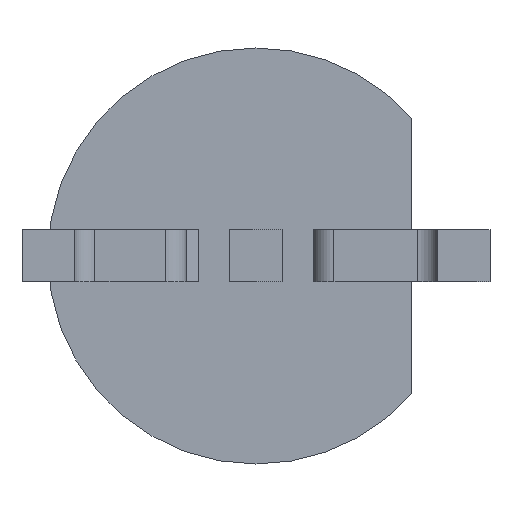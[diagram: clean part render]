
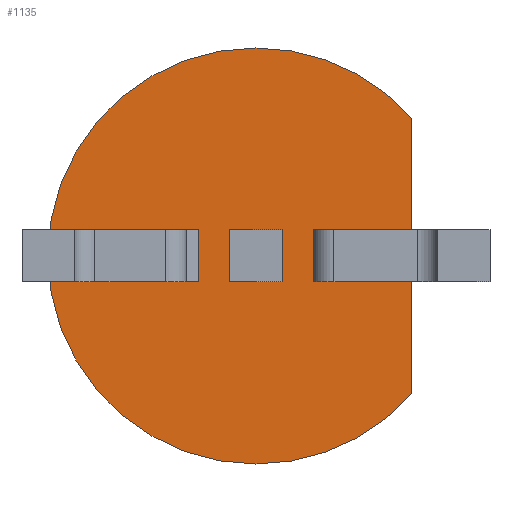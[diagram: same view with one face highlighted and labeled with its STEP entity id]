
A CAD part, front view. The second image highlights one B-rep face of the part: STEP entity #1135.
In plain terms, the highlighted planar face has unit normal (0, -1, 0).
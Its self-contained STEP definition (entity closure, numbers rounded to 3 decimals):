
#3 = ORIENTED_EDGE ( 'NONE', *, *, #759, .F. ) ;
#77 = CARTESIAN_POINT ( 'NONE',  ( -0.55, 3.43, 0.25 ) ) ;
#81 = DIRECTION ( 'NONE',  ( 0., 0., 1. ) ) ;
#94 = AXIS2_PLACEMENT_3D ( 'NONE', #1463, #327, #1345 ) ;
#95 = EDGE_CURVE ( 'NONE', #895, #1596, #1711, .T. ) ;
#113 = VECTOR ( 'NONE', #1342, 1000. ) ;
#118 = AXIS2_PLACEMENT_3D ( 'NONE', #1564, #1696, #729 ) ;
#124 = DIRECTION ( 'NONE',  ( 0., 0., -1. ) ) ;
#141 = CARTESIAN_POINT ( 'NONE',  ( -0.25, 3.43, -0.25 ) ) ;
#143 = CARTESIAN_POINT ( 'NONE',  ( 1.5, 3.43, -1.323 ) ) ;
#156 = ORIENTED_EDGE ( 'NONE', *, *, #374, .F. ) ;
#170 = LINE ( 'NONE', #1525, #1643 ) ;
#176 = VERTEX_POINT ( 'NONE', #868 ) ;
#177 = EDGE_CURVE ( 'NONE', #176, #1101, #803, .T. ) ;
#185 = EDGE_CURVE ( 'NONE', #1439, #1045, #760, .T. ) ;
#212 = VERTEX_POINT ( 'NONE', #77 ) ;
#230 = EDGE_CURVE ( 'NONE', #601, #1229, #420, .T. ) ;
#233 = DIRECTION ( 'NONE',  ( -1., 0., 0. ) ) ;
#241 = VERTEX_POINT ( 'NONE', #985 ) ;
#247 = VERTEX_POINT ( 'NONE', #1829 ) ;
#249 = CARTESIAN_POINT ( 'NONE',  ( -0.25, 3.43, -0.25 ) ) ;
#273 = CARTESIAN_POINT ( 'NONE',  ( 0.25, 3.43, -3.216 ) ) ;
#280 = ORIENTED_EDGE ( 'NONE', *, *, #923, .F. ) ;
#288 = PLANE ( 'NONE',  #763 ) ;
#292 = DIRECTION ( 'NONE',  ( -1., 0., 0. ) ) ;
#306 = CARTESIAN_POINT ( 'NONE',  ( 0., 3.43, -2. ) ) ;
#308 = VECTOR ( 'NONE', #81, 1000. ) ;
#323 = CARTESIAN_POINT ( 'NONE',  ( 1.5, 3.43, -1.323 ) ) ;
#327 = DIRECTION ( 'NONE',  ( 0., 1., 0. ) ) ;
#348 = CARTESIAN_POINT ( 'NONE',  ( 0.55, 3.43, -3.216 ) ) ;
#352 = LINE ( 'NONE', #273, #739 ) ;
#355 = DIRECTION ( 'NONE',  ( 0., 0., 1. ) ) ;
#359 = DIRECTION ( 'NONE',  ( -1., 0., 0. ) ) ;
#364 = EDGE_CURVE ( 'NONE', #247, #685, #1109, .T. ) ;
#374 = EDGE_CURVE ( 'NONE', #673, #1025, #352, .T. ) ;
#397 = DIRECTION ( 'NONE',  ( -1., 0., 0. ) ) ;
#420 = CIRCLE ( 'NONE', #1055, 2. ) ;
#432 = CARTESIAN_POINT ( 'NONE',  ( -0.25, 3.43, 0.25 ) ) ;
#448 = LINE ( 'NONE', #1752, #113 ) ;
#449 = DIRECTION ( 'NONE',  ( 0., 0., 1. ) ) ;
#477 = CARTESIAN_POINT ( 'NONE',  ( 0.55, 3.43, 0.25 ) ) ;
#501 = ORIENTED_EDGE ( 'NONE', *, *, #177, .T. ) ;
#506 = CARTESIAN_POINT ( 'NONE',  ( 0.25, 3.43, 0.25 ) ) ;
#519 = CIRCLE ( 'NONE', #118, 2. ) ;
#539 = VECTOR ( 'NONE', #292, 1000. ) ;
#541 = EDGE_CURVE ( 'NONE', #1229, #247, #519, .T. ) ;
#556 = CIRCLE ( 'NONE', #94, 2. ) ;
#562 = EDGE_LOOP ( 'NONE', ( #683, #1615, #856, #1346 ) ) ;
#585 = CARTESIAN_POINT ( 'NONE',  ( -0.25, 3.43, 0.25 ) ) ;
#588 = DIRECTION ( 'NONE',  ( 0., 1., 0. ) ) ;
#592 = CARTESIAN_POINT ( 'NONE',  ( 0.25, 3.43, -0.25 ) ) ;
#601 = VERTEX_POINT ( 'NONE', #306 ) ;
#614 = ORIENTED_EDGE ( 'NONE', *, *, #1066, .F. ) ;
#652 = EDGE_CURVE ( 'NONE', #241, #176, #1577, .T. ) ;
#664 = VECTOR ( 'NONE', #449, 1000. ) ;
#673 = VERTEX_POINT ( 'NONE', #592 ) ;
#683 = ORIENTED_EDGE ( 'NONE', *, *, #185, .F. ) ;
#685 = VERTEX_POINT ( 'NONE', #323 ) ;
#717 = DIRECTION ( 'NONE',  ( 0., 0., 1. ) ) ;
#718 = VERTEX_POINT ( 'NONE', #432 ) ;
#726 = ORIENTED_EDGE ( 'NONE', *, *, #926, .T. ) ;
#729 = DIRECTION ( 'NONE',  ( 0., 0., 1. ) ) ;
#733 = EDGE_CURVE ( 'NONE', #1596, #1045, #1527, .T. ) ;
#739 = VECTOR ( 'NONE', #355, 1000. ) ;
#756 = FACE_BOUND ( 'NONE', #1279, .T. ) ;
#759 = EDGE_CURVE ( 'NONE', #685, #601, #556, .T. ) ;
#760 = LINE ( 'NONE', #1680, #1130 ) ;
#763 = AXIS2_PLACEMENT_3D ( 'NONE', #1433, #588, #1575 ) ;
#802 = CARTESIAN_POINT ( 'NONE',  ( 0.55, 3.43, -0.25 ) ) ;
#803 = LINE ( 'NONE', #1349, #1825 ) ;
#831 = VECTOR ( 'NONE', #359, 1000. ) ;
#838 = EDGE_CURVE ( 'NONE', #895, #1439, #899, .T. ) ;
#856 = ORIENTED_EDGE ( 'NONE', *, *, #95, .T. ) ;
#863 = DIRECTION ( 'NONE',  ( 0., 1., 0. ) ) ;
#868 = CARTESIAN_POINT ( 'NONE',  ( -1.05, 3.43, -0.25 ) ) ;
#869 = LINE ( 'NONE', #249, #1012 ) ;
#890 = ORIENTED_EDGE ( 'NONE', *, *, #1395, .T. ) ;
#895 = VERTEX_POINT ( 'NONE', #1518 ) ;
#899 = LINE ( 'NONE', #1076, #308 ) ;
#923 = EDGE_CURVE ( 'NONE', #212, #1101, #170, .T. ) ;
#926 = EDGE_CURVE ( 'NONE', #673, #1702, #869, .T. ) ;
#985 = CARTESIAN_POINT ( 'NONE',  ( -0.55, 3.43, -0.25 ) ) ;
#988 = CARTESIAN_POINT ( 'NONE',  ( -0.55, 3.43, -3.216 ) ) ;
#1012 = VECTOR ( 'NONE', #1108, 1000. ) ;
#1025 = VERTEX_POINT ( 'NONE', #506 ) ;
#1032 = LINE ( 'NONE', #988, #664 ) ;
#1045 = VERTEX_POINT ( 'NONE', #477 ) ;
#1055 = AXIS2_PLACEMENT_3D ( 'NONE', #1686, #863, #717 ) ;
#1066 = EDGE_CURVE ( 'NONE', #241, #212, #1032, .T. ) ;
#1076 = CARTESIAN_POINT ( 'NONE',  ( 1.05, 3.43, -3.216 ) ) ;
#1101 = VERTEX_POINT ( 'NONE', #1272 ) ;
#1107 = EDGE_LOOP ( 'NONE', ( #156, #726, #890, #1360 ) ) ;
#1108 = DIRECTION ( 'NONE',  ( -1., 0., 0. ) ) ;
#1109 = LINE ( 'NONE', #143, #1482 ) ;
#1130 = VECTOR ( 'NONE', #1759, 1000. ) ;
#1135 = ADVANCED_FACE ( 'NONE', ( #756, #1409, #1498, #1771 ), #288, .F. ) ;
#1137 = ORIENTED_EDGE ( 'NONE', *, *, #541, .F. ) ;
#1181 = ORIENTED_EDGE ( 'NONE', *, *, #652, .T. ) ;
#1196 = LINE ( 'NONE', #585, #831 ) ;
#1206 = CARTESIAN_POINT ( 'NONE',  ( 1.05, 3.43, 0.25 ) ) ;
#1229 = VERTEX_POINT ( 'NONE', #1474 ) ;
#1272 = CARTESIAN_POINT ( 'NONE',  ( -1.05, 3.43, 0.25 ) ) ;
#1279 = EDGE_LOOP ( 'NONE', ( #280, #614, #1181, #501 ) ) ;
#1284 = VECTOR ( 'NONE', #1341, 1000. ) ;
#1341 = DIRECTION ( 'NONE',  ( 0., 0., 1. ) ) ;
#1342 = DIRECTION ( 'NONE',  ( 0., 0., 1. ) ) ;
#1345 = DIRECTION ( 'NONE',  ( 0., 0., 1. ) ) ;
#1346 = ORIENTED_EDGE ( 'NONE', *, *, #733, .T. ) ;
#1349 = CARTESIAN_POINT ( 'NONE',  ( -1.05, 3.43, -3.216 ) ) ;
#1353 = EDGE_CURVE ( 'NONE', #1025, #718, #1196, .T. ) ;
#1360 = ORIENTED_EDGE ( 'NONE', *, *, #1353, .F. ) ;
#1388 = EDGE_LOOP ( 'NONE', ( #3, #1706, #1137, #1697 ) ) ;
#1395 = EDGE_CURVE ( 'NONE', #1702, #718, #448, .T. ) ;
#1409 = FACE_BOUND ( 'NONE', #562, .T. ) ;
#1433 = CARTESIAN_POINT ( 'NONE',  ( 0., 3.43, 0. ) ) ;
#1439 = VERTEX_POINT ( 'NONE', #1206 ) ;
#1463 = CARTESIAN_POINT ( 'NONE',  ( 0., 3.43, 0. ) ) ;
#1474 = CARTESIAN_POINT ( 'NONE',  ( 0., 3.43, 2. ) ) ;
#1482 = VECTOR ( 'NONE', #124, 1000. ) ;
#1498 = FACE_BOUND ( 'NONE', #1107, .T. ) ;
#1518 = CARTESIAN_POINT ( 'NONE',  ( 1.05, 3.43, -0.25 ) ) ;
#1525 = CARTESIAN_POINT ( 'NONE',  ( -0.55, 3.43, 0.25 ) ) ;
#1527 = LINE ( 'NONE', #348, #1284 ) ;
#1542 = VECTOR ( 'NONE', #233, 1000. ) ;
#1564 = CARTESIAN_POINT ( 'NONE',  ( 0., 3.43, 0. ) ) ;
#1575 = DIRECTION ( 'NONE',  ( 0., 0., 1. ) ) ;
#1577 = LINE ( 'NONE', #1713, #539 ) ;
#1596 = VERTEX_POINT ( 'NONE', #1740 ) ;
#1615 = ORIENTED_EDGE ( 'NONE', *, *, #838, .F. ) ;
#1643 = VECTOR ( 'NONE', #397, 1000. ) ;
#1680 = CARTESIAN_POINT ( 'NONE',  ( 0.55, 3.43, 0.25 ) ) ;
#1686 = CARTESIAN_POINT ( 'NONE',  ( 0., 3.43, 0. ) ) ;
#1696 = DIRECTION ( 'NONE',  ( 0., 1., 0. ) ) ;
#1697 = ORIENTED_EDGE ( 'NONE', *, *, #230, .F. ) ;
#1702 = VERTEX_POINT ( 'NONE', #141 ) ;
#1706 = ORIENTED_EDGE ( 'NONE', *, *, #364, .F. ) ;
#1711 = LINE ( 'NONE', #802, #1542 ) ;
#1713 = CARTESIAN_POINT ( 'NONE',  ( -0.55, 3.43, -0.25 ) ) ;
#1740 = CARTESIAN_POINT ( 'NONE',  ( 0.55, 3.43, -0.25 ) ) ;
#1752 = CARTESIAN_POINT ( 'NONE',  ( -0.25, 3.43, -3.216 ) ) ;
#1759 = DIRECTION ( 'NONE',  ( -1., 0., 0. ) ) ;
#1771 = FACE_OUTER_BOUND ( 'NONE', #1388, .T. ) ;
#1824 = DIRECTION ( 'NONE',  ( 0., 0., 1. ) ) ;
#1825 = VECTOR ( 'NONE', #1824, 1000. ) ;
#1829 = CARTESIAN_POINT ( 'NONE',  ( 1.5, 3.43, 1.323 ) ) ;
